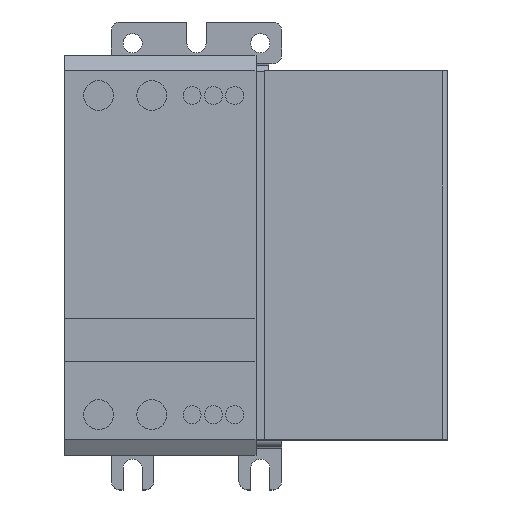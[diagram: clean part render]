
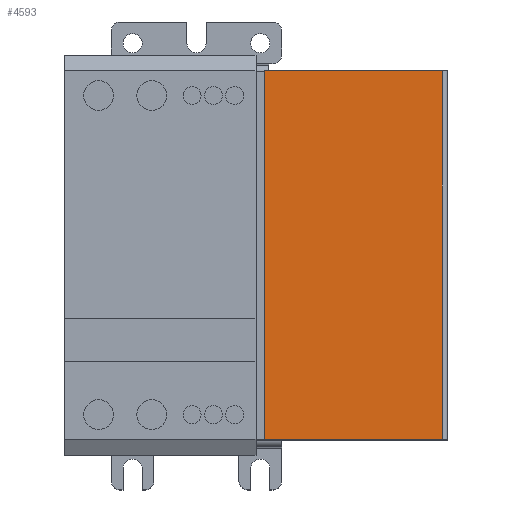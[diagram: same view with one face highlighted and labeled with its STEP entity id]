
A CAD part, top view. The second image highlights one B-rep face of the part: STEP entity #4593.
In plain terms, the highlighted planar face has unit normal (0, 0, 1).
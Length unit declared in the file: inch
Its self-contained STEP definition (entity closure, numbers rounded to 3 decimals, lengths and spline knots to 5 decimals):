
#309 = VERTEX_POINT ( 'NONE', #12024 ) ;
#918 = ORIENTED_EDGE ( 'NONE', *, *, #9278, .T. ) ;
#1507 = CARTESIAN_POINT ( 'NONE',  ( 2.60827, 0., 1.61417 ) ) ;
#1606 = VECTOR ( 'NONE', #6052, 39.37008 ) ;
#1842 = CARTESIAN_POINT ( 'NONE',  ( 0.96457, 0., 1.61417 ) ) ;
#2023 = ORIENTED_EDGE ( 'NONE', *, *, #4872, .T. ) ;
#2242 = AXIS2_PLACEMENT_3D ( 'NONE', #1507, #9567, #3892 ) ;
#2901 = VECTOR ( 'NONE', #12204, 39.37008 ) ;
#3028 = LINE ( 'NONE', #13067, #1606 ) ;
#3493 = PLANE ( 'NONE',  #2242 ) ;
#3892 = DIRECTION ( 'NONE',  ( -1., 0., 0. ) ) ;
#3971 = LINE ( 'NONE', #8061, #4138 ) ;
#4138 = VECTOR ( 'NONE', #7319, 39.37008 ) ;
#4324 = EDGE_CURVE ( 'NONE', #8830, #5821, #3971, .T. ) ;
#4495 = ORIENTED_EDGE ( 'NONE', *, *, #6961, .T. ) ;
#4528 = VERTEX_POINT ( 'NONE', #11546 ) ;
#4593 = ADVANCED_FACE ( 'NONE', ( #6517 ), #3493, .T. ) ;
#4704 = CARTESIAN_POINT ( 'NONE',  ( 2.60827, 1.70472, 1.61417 ) ) ;
#4872 = EDGE_CURVE ( 'NONE', #8830, #309, #3028, .T. ) ;
#5821 = VERTEX_POINT ( 'NONE', #10482 ) ;
#6052 = DIRECTION ( 'NONE',  ( -1., 0., 0. ) ) ;
#6517 = FACE_OUTER_BOUND ( 'NONE', #8850, .T. ) ;
#6961 = EDGE_CURVE ( 'NONE', #4528, #5821, #12272, .T. ) ;
#7313 = CARTESIAN_POINT ( 'NONE',  ( 0.77726, -1.70472, 1.61417 ) ) ;
#7319 = DIRECTION ( 'NONE',  ( 0., -1., 0. ) ) ;
#8061 = CARTESIAN_POINT ( 'NONE',  ( 2.60827, 0., 1.61417 ) ) ;
#8830 = VERTEX_POINT ( 'NONE', #4704 ) ;
#8850 = EDGE_LOOP ( 'NONE', ( #9572, #2023, #918, #4495 ) ) ;
#9044 = DIRECTION ( 'NONE',  ( 0., -1., 0. ) ) ;
#9278 = EDGE_CURVE ( 'NONE', #309, #4528, #11018, .T. ) ;
#9567 = DIRECTION ( 'NONE',  ( 0., 0., 1. ) ) ;
#9572 = ORIENTED_EDGE ( 'NONE', *, *, #4324, .F. ) ;
#10482 = CARTESIAN_POINT ( 'NONE',  ( 2.60827, -1.70472, 1.61417 ) ) ;
#11018 = LINE ( 'NONE', #1842, #12153 ) ;
#11546 = CARTESIAN_POINT ( 'NONE',  ( 0.96457, -1.70472, 1.61417 ) ) ;
#12024 = CARTESIAN_POINT ( 'NONE',  ( 0.96457, 1.70472, 1.61417 ) ) ;
#12153 = VECTOR ( 'NONE', #9044, 39.37008 ) ;
#12204 = DIRECTION ( 'NONE',  ( 1., 0., 0. ) ) ;
#12272 = LINE ( 'NONE', #7313, #2901 ) ;
#13067 = CARTESIAN_POINT ( 'NONE',  ( 2.60827, 1.70472, 1.61417 ) ) ;
